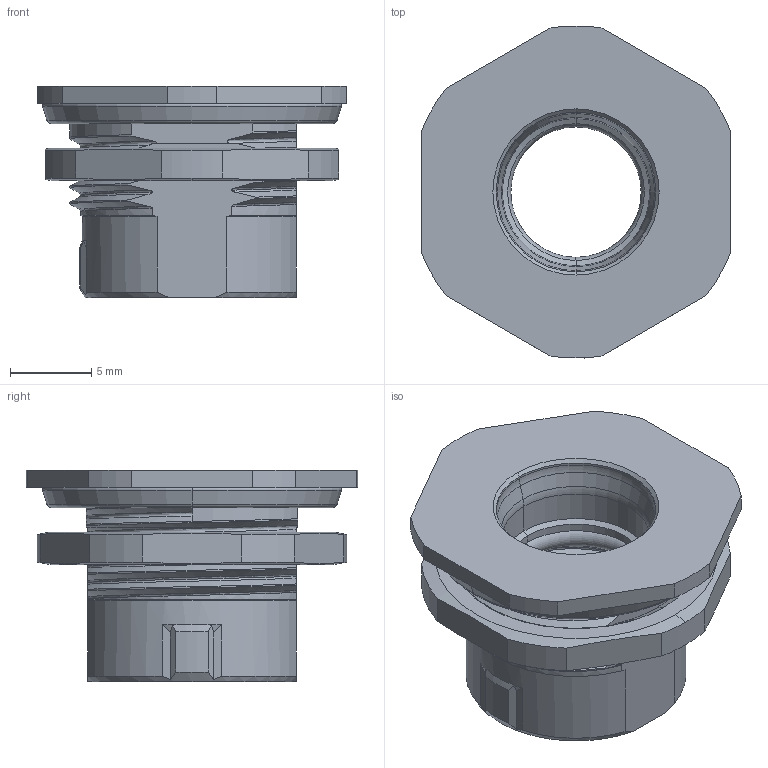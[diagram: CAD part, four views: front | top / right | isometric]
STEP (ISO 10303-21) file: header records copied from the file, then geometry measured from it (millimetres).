
FILE_DESCRIPTION((''),'2;1');
FILE_NAME('1414023_ASM','2018-10-05T',('cosa01'),(''),'PRO/ENGINEER BY PARAMETRIC TECHNOLOGY CORPORATION, 2014200','PRO/ENGINEER BY PARAMETRIC TECHNOLOGY CORPORATION, 2014200','');
FILE_SCHEMA(('AUTOMOTIVE_DESIGN { 1 0 10303 214 1 1 1 1 }'));
Length unit declared in the file: millimetre
Products named in the file (4): 1414023; 1215280_AF1; 415850; 1414023_ASM
Assembly tree (3 placements, depth 2):
  1414023_ASM
    1414023
    1215280_AF1
    415850
Bounding box: 19 x 20.37 x 13 mm (x, y, z)
Volume: 1227.4 mm3; surface area: 2380.3 mm2
Topology: 3 solids, 3 shells, 277 faces, 724 edges, 455 vertices
Faces by surface type: bspline 97, plane 62, cylinder 59, cone 38, torus 21
Entity records: 15547 total; most frequent: CARTESIAN_POINT 8921, ORIENTED_EDGE 1448, DIRECTION 890, EDGE_CURVE 724, VERTEX_POINT 455, B_SPLINE_CURVE_WITH_KNOTS 357, AXIS2_PLACEMENT_3D 336, EDGE_LOOP 285
